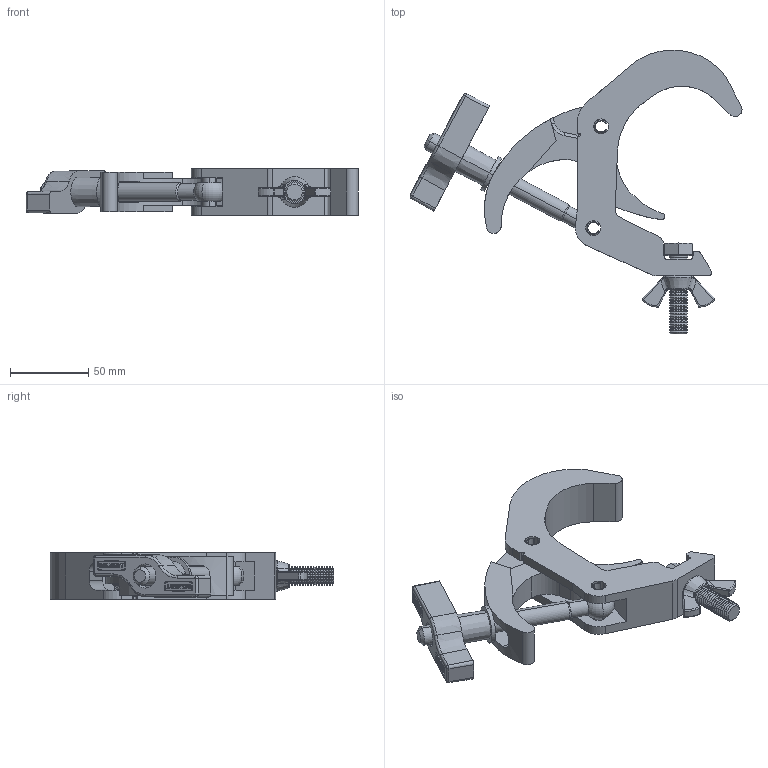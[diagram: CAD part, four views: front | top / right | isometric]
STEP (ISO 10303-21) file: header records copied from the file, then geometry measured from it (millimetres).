
FILE_DESCRIPTION (( 'STEP AP203' ), '1' );
FILE_NAME ('T58505 & T58506.STEP', '2018-08-09T10:52:12', ( '' ), ( '' ), 'SwSTEP 2.0', 'SolidWorks 2016', '' );
FILE_SCHEMA (( 'CONFIG_CONTROL_DESIGN' ));
Length unit declared in the file: millimetre
Products named in the file (13): Hex Bolt_ISO 4016 - M12 x 50 x 50-WS; F883_DIN 315-M12-GT-C-N; T78056; A Washer_Bright washer BS 4320 - M12 (Form A); TH2015_30MM WIDE; S1192_For T58500; T58505 & T58506; TH657_NO STAMPING; TH692; F791; TH2016_25MM WIDE; Doughty Knob_S0123; TH658_TH658
Assembly tree (13 placements, depth 3):
  T58505 & T58506
    TH657_NO STAMPING
      TH2015_30MM WIDE
    TH658_TH658
      TH2016_25MM WIDE
    F791  x2
    S1192_For T58500
    T78056
      TH692
      Doughty Knob_S0123
      A Washer_Bright washer BS 4320 - M12 (Form A)
    Hex Bolt_ISO 4016 - M12 x 50 x 50-WS
    F883_DIN 315-M12-GT-C-N
Bounding box: 211.68 x 180.95 x 29.9 mm (x, y, z)
Volume: 222102.1 mm3; surface area: 69179.3 mm2
Topology: 10 solids, 10 shells, 707 faces, 1832 edges, 1156 vertices
Faces by surface type: cylinder 263, plane 218, cone 152, bspline 42, torus 24, sphere 8
Entity records: 25450 total; most frequent: CARTESIAN_POINT 6810, DIRECTION 3811, ORIENTED_EDGE 3572, EDGE_CURVE 1786, AXIS2_PLACEMENT_3D 1473, VERTEX_POINT 1132, LINE 865, VECTOR 865
